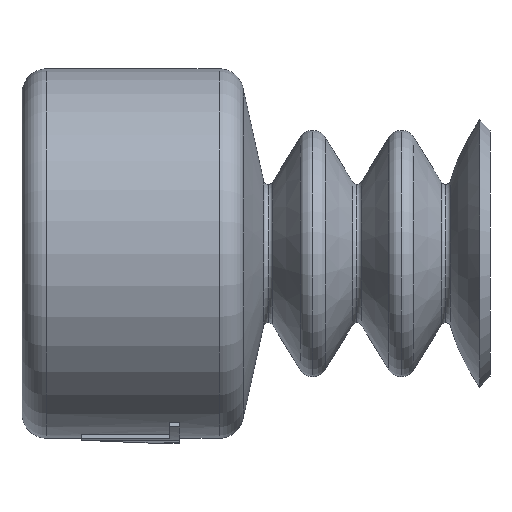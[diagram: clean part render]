
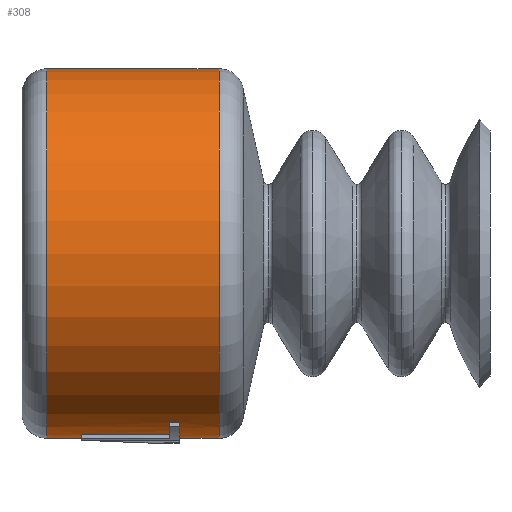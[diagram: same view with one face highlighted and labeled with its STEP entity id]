
A CAD part, left-side view. The second image highlights one B-rep face of the part: STEP entity #308.
In plain terms, the highlighted cylindrical face has radius 3.75 mm (diameter 7.5 mm), a partial arc.
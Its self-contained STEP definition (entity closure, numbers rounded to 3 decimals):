
#308=ADVANCED_FACE('',(#668,#669),#670,.T.);
#668=FACE_OUTER_BOUND('',#1074,.T.);
#669=FACE_BOUND('',#1075,.T.);
#670=CYLINDRICAL_SURFACE('',#1076,3.75);
#1074=EDGE_LOOP('',(#4629,#4630,#4631,#4632,#4633,#4634,#4635,#4636));
#1075=EDGE_LOOP('',(#4637,#4638,#4639,#4640,#4641,#4642));
#1076=AXIS2_PLACEMENT_3D('',#4643,#4644,#4645);
#4629=ORIENTED_EDGE('',*,*,#5107,.F.);
#4630=ORIENTED_EDGE('',*,*,#5267,.T.);
#4631=ORIENTED_EDGE('',*,*,#5116,.T.);
#4632=ORIENTED_EDGE('',*,*,#5269,.F.);
#4633=ORIENTED_EDGE('',*,*,#5115,.F.);
#4634=ORIENTED_EDGE('',*,*,#5270,.T.);
#4635=ORIENTED_EDGE('',*,*,#5271,.F.);
#4636=ORIENTED_EDGE('',*,*,#5272,.T.);
#4637=ORIENTED_EDGE('',*,*,#5273,.T.);
#4638=ORIENTED_EDGE('',*,*,#5274,.T.);
#4639=ORIENTED_EDGE('',*,*,#5275,.T.);
#4640=ORIENTED_EDGE('',*,*,#5276,.T.);
#4641=ORIENTED_EDGE('',*,*,#5277,.F.);
#4642=ORIENTED_EDGE('',*,*,#5278,.T.);
#4643=CARTESIAN_POINT('',(0.0,0.0,0.0));
#4644=DIRECTION('',(0.0,1.0,0.0));
#4645=DIRECTION('',(0.0,0.0,1.0));
#5107=EDGE_CURVE('',#5603,#5605,#5606,.T.);
#5115=EDGE_CURVE('',#5619,#5550,#5621,.T.);
#5116=EDGE_CURVE('',#5602,#5549,#5622,.T.);
#5267=EDGE_CURVE('',#5603,#5602,#5813,.T.);
#5269=EDGE_CURVE('',#5550,#5549,#5815,.T.);
#5270=EDGE_CURVE('',#5619,#5816,#5817,.T.);
#5271=EDGE_CURVE('',#5818,#5816,#5819,.T.);
#5272=EDGE_CURVE('',#5818,#5605,#5820,.T.);
#5273=EDGE_CURVE('',#5821,#5822,#5823,.T.);
#5274=EDGE_CURVE('',#5822,#5824,#5825,.T.);
#5275=EDGE_CURVE('',#5824,#5826,#5827,.T.);
#5276=EDGE_CURVE('',#5826,#5828,#5829,.T.);
#5277=EDGE_CURVE('',#5830,#5828,#5831,.T.);
#5278=EDGE_CURVE('',#5830,#5821,#5832,.T.);
#5549=VERTEX_POINT('',#6163);
#5550=VERTEX_POINT('',#6164);
#5602=VERTEX_POINT('',#6564);
#5603=VERTEX_POINT('',#6565);
#5605=VERTEX_POINT('',#6567);
#5606=LINE('',#6568,#6569);
#5619=VERTEX_POINT('',#6591);
#5621=LINE('',#6596,#6597);
#5622=LINE('',#6598,#6599);
#5813=CIRCLE('',#6816,3.75);
#5815=CIRCLE('',#6818,3.75);
#5816=VERTEX_POINT('',#6819);
#5817=B_SPLINE_CURVE_WITH_KNOTS('',3,(#6820,#6821,#6822,#6823),.UNSPECIFIED.,.F.,.F.,(4,4),(0.72,1.0),.UNSPECIFIED.);
#5818=VERTEX_POINT('',#6824);
#5819=CIRCLE('',#6825,3.75);
#5820=B_SPLINE_CURVE_WITH_KNOTS('',3,(#6826,#6827,#6828,#6829),.UNSPECIFIED.,.F.,.F.,(4,4),(0.0,0.213),.UNSPECIFIED.);
#5821=VERTEX_POINT('',#6830);
#5822=VERTEX_POINT('',#6831);
#5823=CIRCLE('',#6832,3.75);
#5824=VERTEX_POINT('',#6833);
#5825=LINE('',#6834,#6835);
#5826=VERTEX_POINT('',#6836);
#5827=CIRCLE('',#6837,3.75);
#5828=VERTEX_POINT('',#6838);
#5829=LINE('',#6839,#6840);
#5830=VERTEX_POINT('',#6841);
#5831=CIRCLE('',#6842,3.75);
#5832=LINE('',#6843,#6844);
#6163=CARTESIAN_POINT('',(0.0,-0.5,3.75));
#6164=CARTESIAN_POINT('',(0.,-0.5,-3.75));
#6564=CARTESIAN_POINT('',(0.0,-4.0,3.75));
#6565=CARTESIAN_POINT('',(0.,-4.0,-3.75));
#6567=CARTESIAN_POINT('',(0.,-3.063,-3.75));
#6568=CARTESIAN_POINT('',(0.,0.0,-3.75));
#6569=VECTOR('',#8047,1000.0);
#6591=CARTESIAN_POINT('',(0.,-2.641,-3.75));
#6596=CARTESIAN_POINT('',(0.,0.0,-3.75));
#6597=VECTOR('',#8057,1000.0);
#6598=CARTESIAN_POINT('',(0.0,0.0,3.75));
#6599=VECTOR('',#8058,1000.0);
#6816=AXIS2_PLACEMENT_3D('',#8289,#8290,#8291);
#6818=AXIS2_PLACEMENT_3D('',#8292,#8293,#8294);
#6819=CARTESIAN_POINT('',(-0.258,-3.2,-3.741));
#6820=CARTESIAN_POINT('',(0.,-2.641,-3.75));
#6821=CARTESIAN_POINT('',(-0.086,-2.827,-3.75));
#6822=CARTESIAN_POINT('',(-0.172,-3.014,-3.747));
#6823=CARTESIAN_POINT('',(-0.258,-3.2,-3.741));
#6824=CARTESIAN_POINT('',(-0.063,-3.2,-3.749));
#6825=AXIS2_PLACEMENT_3D('',#8295,#8296,#8297);
#6826=CARTESIAN_POINT('',(-0.063,-3.2,-3.749));
#6827=CARTESIAN_POINT('',(-0.042,-3.154,-3.75));
#6828=CARTESIAN_POINT('',(-0.021,-3.109,-3.75));
#6829=CARTESIAN_POINT('',(0.,-3.063,-3.75));
#6830=CARTESIAN_POINT('',(-0.614,-1.2,-3.699));
#6831=CARTESIAN_POINT('',(-0.791,-1.2,-3.666));
#6832=AXIS2_PLACEMENT_3D('',#8298,#8299,#8300);
#6833=CARTESIAN_POINT('',(-0.791,-2.995,-3.666));
#6834=CARTESIAN_POINT('',(-0.791,-1.2,-3.666));
#6835=VECTOR('',#8301,1000.0);
#6836=CARTESIAN_POINT('',(-1.521,-2.995,-3.428));
#6837=AXIS2_PLACEMENT_3D('',#8302,#8303,#8304);
#6838=CARTESIAN_POINT('',(-1.521,-3.2,-3.428));
#6839=CARTESIAN_POINT('',(-1.521,-2.995,-3.428));
#6840=VECTOR('',#8305,1000.0);
#6841=CARTESIAN_POINT('',(-0.614,-3.2,-3.699));
#6842=AXIS2_PLACEMENT_3D('',#8306,#8307,#8308);
#6843=CARTESIAN_POINT('',(-0.614,-3.2,-3.699));
#6844=VECTOR('',#8309,1000.0);
#8047=DIRECTION('',(0.0,1.0,0.0));
#8057=DIRECTION('',(0.0,1.0,0.0));
#8058=DIRECTION('',(0.0,1.0,0.0));
#8289=CARTESIAN_POINT('',(0.0,-4.0,0.0));
#8290=DIRECTION('',(0.0,1.0,0.0));
#8291=DIRECTION('',(0.0,0.0,1.0));
#8292=CARTESIAN_POINT('',(0.0,-0.5,0.0));
#8293=DIRECTION('',(0.0,1.0,0.0));
#8294=DIRECTION('',(0.0,0.0,1.0));
#8295=CARTESIAN_POINT('',(0.0,-3.2,0.0));
#8296=DIRECTION('',(0.0,1.0,0.0));
#8297=DIRECTION('',(-0.069,0.0,-0.998));
#8298=CARTESIAN_POINT('',(0.0,-1.2,0.0));
#8299=DIRECTION('',(0.0,1.0,0.0));
#8300=DIRECTION('',(-0.211,0.0,-0.978));
#8301=DIRECTION('',(0.0,-1.0,0.0));
#8302=CARTESIAN_POINT('',(0.0,-2.995,0.0));
#8303=DIRECTION('',(0.0,1.0,0.0));
#8304=DIRECTION('',(-0.406,0.0,-0.914));
#8305=DIRECTION('',(0.0,-1.0,0.0));
#8306=CARTESIAN_POINT('',(0.0,-3.2,0.0));
#8307=DIRECTION('',(0.0,1.0,0.0));
#8308=DIRECTION('',(-0.406,0.0,-0.914));
#8309=DIRECTION('',(0.0,1.0,0.0));
